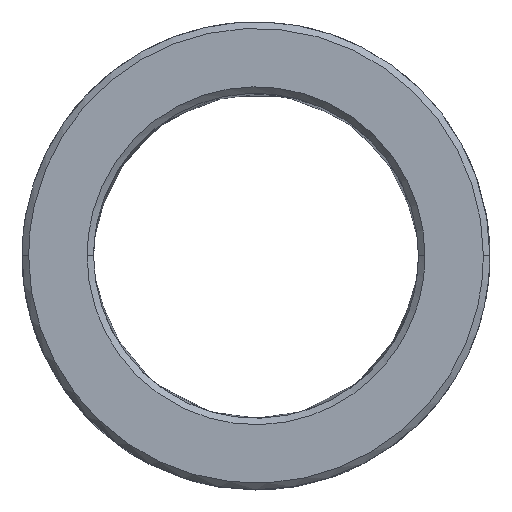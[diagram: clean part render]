
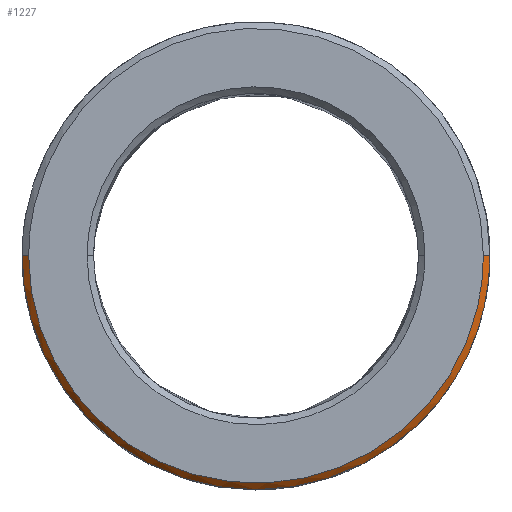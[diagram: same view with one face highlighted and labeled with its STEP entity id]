
A CAD part, top view. The second image highlights one B-rep face of the part: STEP entity #1227.
In plain terms, the highlighted free-form (B-spline) face has degree [1, 3] with [2, 4] control points.
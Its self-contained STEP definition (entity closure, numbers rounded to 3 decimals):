
#75 = EDGE_LOOP ( 'NONE', ( #185, #478, #349, #1833 ) ) ;
#127 = CARTESIAN_POINT ( 'NONE',  ( 2.293, -35., 30. ) ) ;
#145 = CARTESIAN_POINT ( 'NONE',  ( -31.458, -15.512, 30. ) ) ;
#185 = ORIENTED_EDGE ( 'NONE', *, *, #718, .F. ) ;
#196 = CARTESIAN_POINT ( 'NONE',  ( -36., 0., 29. ) ) ;
#206 = CARTESIAN_POINT ( 'NONE',  ( -36., -72., 29. ) ) ;
#240 = B_SPLINE_CURVE_WITH_KNOTS ( 'NONE', 1,
 ( #1112, #414 ),
 .UNSPECIFIED., .F., .F.,
 ( 2, 2 ),
 ( -1., 0. ),
 .UNSPECIFIED. ) ;
#252 = CARTESIAN_POINT ( 'NONE',  ( 23.128, -26.37, 30. ) ) ;
#253 = CARTESIAN_POINT ( 'NONE',  ( -36., -72., 29. ) ) ;
#269 =( BOUNDED_CURVE ( )  B_SPLINE_CURVE ( 3, ( #1257, #253, #1668, #652 ),
 .UNSPECIFIED., .F., .T. ) 
 B_SPLINE_CURVE_WITH_KNOTS ( ( 4, 4 ),
 ( -6.283, -3.142 ),
 .UNSPECIFIED. ) 
 CURVE ( )  GEOMETRIC_REPRESENTATION_ITEM ( )  RATIONAL_B_SPLINE_CURVE ( ( 1., 0.333, 0.333, 1. ) ) 
 REPRESENTATION_ITEM ( '' )  );
#289 = CARTESIAN_POINT ( 'NONE',  ( -34.775, -4.58, 30. ) ) ;
#319 = CARTESIAN_POINT ( 'NONE',  ( 35., -70., 30. ) ) ;
#349 = ORIENTED_EDGE ( 'NONE', *, *, #1501, .T. ) ;
#383 = CARTESIAN_POINT ( 'NONE',  ( -35., 0., 30. ) ) ;
#400 = CARTESIAN_POINT ( 'NONE',  ( 34.775, -4.58, 30. ) ) ;
#414 = CARTESIAN_POINT ( 'NONE',  ( 36., 0., 29. ) ) ;
#417 = CARTESIAN_POINT ( 'NONE',  ( 26.37, -23.128, 30. ) ) ;
#426 = CARTESIAN_POINT ( 'NONE',  ( 27.828, -21.351, 30. ) ) ;
#459 = CARTESIAN_POINT ( 'NONE',  ( -35., -70., 30. ) ) ;
#478 = ORIENTED_EDGE ( 'NONE', *, *, #1443, .F. ) ;
#542 = CARTESIAN_POINT ( 'NONE',  ( -21.351, -27.828, 30. ) ) ;
#562 = CARTESIAN_POINT ( 'NONE',  ( 11.276, -33.213, 30. ) ) ;
#572 = CARTESIAN_POINT ( 'NONE',  ( -11.276, -33.213, 30. ) ) ;
#652 = CARTESIAN_POINT ( 'NONE',  ( 36., 0., 29. ) ) ;
#687 = CARTESIAN_POINT ( 'NONE',  ( -17.539, -30.375, 30. ) ) ;
#718 = EDGE_CURVE ( 'NONE', #725, #925, #1820, .T. ) ;
#725 = VERTEX_POINT ( 'NONE', #1866 ) ;
#832 = CARTESIAN_POINT ( 'NONE',  ( 35., -2.293, 30. ) ) ;
#841 = CARTESIAN_POINT ( 'NONE',  ( -4.58, -34.775, 30. ) ) ;
#848 = CARTESIAN_POINT ( 'NONE',  ( 36., 0., 29. ) ) ;
#851 = CARTESIAN_POINT ( 'NONE',  ( -23.128, -26.37, 30. ) ) ;
#858 = CARTESIAN_POINT ( 'NONE',  ( 35., 0., 30. ) ) ;
#860 = CARTESIAN_POINT ( 'NONE',  ( -15.512, -31.458, 30. ) ) ;
#893 = CARTESIAN_POINT ( 'NONE',  ( 35., 0., 30. ) ) ;
#913 = CARTESIAN_POINT ( 'NONE',  ( 36., 0., 29. ) ) ;
#925 = VERTEX_POINT ( 'NONE', #858 ) ;
#966 = CARTESIAN_POINT ( 'NONE',  ( -2.293, -35., 30. ) ) ;
#994 = CARTESIAN_POINT ( 'NONE',  ( 30.375, -17.539, 30. ) ) ;
#1078 = CARTESIAN_POINT ( 'NONE',  ( -36., 0., 29. ) ) ;
#1112 = CARTESIAN_POINT ( 'NONE',  ( 35., 0., 30. ) ) ;
#1117 = CARTESIAN_POINT ( 'NONE',  ( 33.213, -11.276, 30. ) ) ;
#1125 = CARTESIAN_POINT ( 'NONE',  ( -9.077, -33.88, 30. ) ) ;
#1136 = CARTESIAN_POINT ( 'NONE',  ( 17.539, -30.375, 30. ) ) ;
#1153 = CARTESIAN_POINT ( 'NONE',  ( -26.37, -23.128, 30. ) ) ;
#1173 = FACE_OUTER_BOUND ( 'NONE', #75, .T. ) ;
#1221 = CARTESIAN_POINT ( 'NONE',  ( -36., 0., 29. ) ) ;
#1227 = ADVANCED_FACE ( 'NONE', ( #1173 ), #1287, .F. ) ;
#1257 = CARTESIAN_POINT ( 'NONE',  ( -36., 0., 29. ) ) ;
#1275 = CARTESIAN_POINT ( 'NONE',  ( 4.58, -34.775, 30. ) ) ;
#1283 = CARTESIAN_POINT ( 'NONE',  ( 35., 0., 30. ) ) ;
#1287 =( BOUNDED_SURFACE ( )  B_SPLINE_SURFACE ( 1, 3, ( 
 ( #893, #319, #459, #1603 ),
 ( #913, #1594, #206, #196 ) ),
 .UNSPECIFIED., .F., .F., .F. ) 
 B_SPLINE_SURFACE_WITH_KNOTS ( ( 2, 2 ),
 ( 4, 4 ),
 ( 0., 1. ),
 ( 0., 1. ),
 .UNSPECIFIED. ) 
 GEOMETRIC_REPRESENTATION_ITEM ( )  RATIONAL_B_SPLINE_SURFACE ( (
 ( 1., 0.333, 0.333, 1.),
 ( 1., 0.333, 0.333, 1.) ) ) 
 REPRESENTATION_ITEM ( '' )  SURFACE ( )  );
#1309 = VERTEX_POINT ( 'NONE', #1221 ) ;
#1384 = B_SPLINE_CURVE_WITH_KNOTS ( 'NONE', 1,
 ( #1078, #383 ),
 .UNSPECIFIED., .F., .F.,
 ( 2, 2 ),
 ( -1., 0. ),
 .UNSPECIFIED. ) ;
#1417 = CARTESIAN_POINT ( 'NONE',  ( -33.88, -9.077, 30. ) ) ;
#1426 = CARTESIAN_POINT ( 'NONE',  ( 15.512, -31.458, 30. ) ) ;
#1443 = EDGE_CURVE ( 'NONE', #1309, #725, #1384, .T. ) ;
#1501 = EDGE_CURVE ( 'NONE', #1309, #1783, #269, .T. ) ;
#1537 = CARTESIAN_POINT ( 'NONE',  ( -35., -2.293, 30. ) ) ;
#1548 = CARTESIAN_POINT ( 'NONE',  ( 31.458, -15.512, 30. ) ) ;
#1575 = CARTESIAN_POINT ( 'NONE',  ( -33.213, -11.276, 30. ) ) ;
#1594 = CARTESIAN_POINT ( 'NONE',  ( 36., -72., 29. ) ) ;
#1603 = CARTESIAN_POINT ( 'NONE',  ( -35., 0., 30. ) ) ;
#1668 = CARTESIAN_POINT ( 'NONE',  ( 36., -72., 29. ) ) ;
#1688 = CARTESIAN_POINT ( 'NONE',  ( 33.88, -9.077, 30. ) ) ;
#1697 = CARTESIAN_POINT ( 'NONE',  ( -30.375, -17.539, 30. ) ) ;
#1707 = CARTESIAN_POINT ( 'NONE',  ( 21.351, -27.828, 30. ) ) ;
#1726 = CARTESIAN_POINT ( 'NONE',  ( -27.828, -21.351, 30. ) ) ;
#1781 = EDGE_CURVE ( 'NONE', #925, #1783, #240, .T. ) ;
#1783 = VERTEX_POINT ( 'NONE', #848 ) ;
#1820 = B_SPLINE_CURVE_WITH_KNOTS ( 'NONE', 3,
 ( #1838, #1537, #289, #1417, #1575, #145, #1697, #1726, #1153, #851, #542, #687, #860, #572, #1125, #841, #966, #127, #1275, #1856, #562, #1426, #1136, #1707, #252, #417, #426, #994, #1548, #1117, #1688, #400, #832, #1283 ),
 .UNSPECIFIED., .F., .F.,
 ( 4, 2, 2, 2, 2, 2, 2, 2, 2, 2, 2, 2, 2, 2, 2, 2, 4 ),
 ( 3.142, 3.338, 3.534, 3.731, 3.927, 4.123, 4.32, 4.516, 4.712, 4.909, 5.105, 5.301, 5.498, 5.694, 5.89, 6.087, 6.283 ),
 .UNSPECIFIED. ) ;
#1833 = ORIENTED_EDGE ( 'NONE', *, *, #1781, .F. ) ;
#1838 = CARTESIAN_POINT ( 'NONE',  ( -35., 0., 30. ) ) ;
#1856 = CARTESIAN_POINT ( 'NONE',  ( 9.077, -33.88, 30. ) ) ;
#1866 = CARTESIAN_POINT ( 'NONE',  ( -35., 0., 30. ) ) ;
